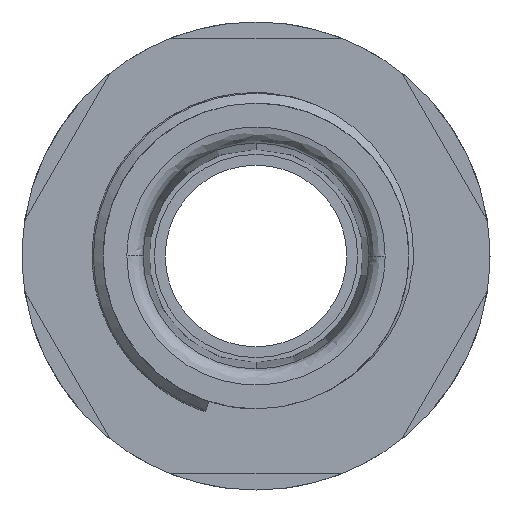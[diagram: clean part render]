
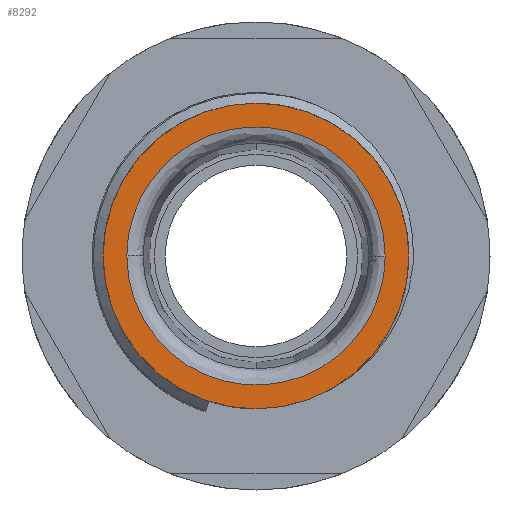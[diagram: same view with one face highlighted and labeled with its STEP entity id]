
A CAD part, front view. The second image highlights one B-rep face of the part: STEP entity #8292.
In plain terms, the highlighted planar face has unit normal (0, -1, 0).
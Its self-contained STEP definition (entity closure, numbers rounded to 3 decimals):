
#430 = EDGE_CURVE ( 'NONE', #10602, #10534, #13588, .T. ) ;
#436 = EDGE_CURVE ( 'NONE', #12887, #12861, #13119, .T. ) ;
#978 = DIRECTION ( 'NONE',  ( 0., 0., 1. ) ) ;
#996 = DIRECTION ( 'NONE',  ( 0., -1., 0. ) ) ;
#1006 = CARTESIAN_POINT ( 'NONE',  ( 0., -0.2, 0. ) ) ;
#1021 = CARTESIAN_POINT ( 'NONE',  ( 8., -0.2, 16. ) ) ;
#1029 = CARTESIAN_POINT ( 'NONE',  ( -8., -0.2, 16. ) ) ;
#1046 = CARTESIAN_POINT ( 'NONE',  ( -8., -0.2, 0. ) ) ;
#1065 = CARTESIAN_POINT ( 'NONE',  ( 8., -0.2, 0. ) ) ;
#2355 = FACE_BOUND ( 'NONE', #11692, .T. ) ;
#2576 = FACE_OUTER_BOUND ( 'NONE', #11720, .T. ) ;
#2578 = CARTESIAN_POINT ( 'NONE',  ( 7.05, -0.2, 0. ) ) ;
#2583 = DIRECTION ( 'NONE',  ( 0., 0., -1. ) ) ;
#2587 = PLANE ( 'NONE',  #13758 ) ;
#2610 = DIRECTION ( 'NONE',  ( 0., -1., 0. ) ) ;
#3879 = CARTESIAN_POINT ( 'NONE',  ( 0., -0.2, -9.475 ) ) ;
#3964 = CARTESIAN_POINT ( 'NONE',  ( 0., -0.2, 9.475 ) ) ;
#4226 = CARTESIAN_POINT ( 'NONE',  ( -8., -0.2, -16. ) ) ;
#4251 = CARTESIAN_POINT ( 'NONE',  ( -8., -0.2, 0. ) ) ;
#4257 = CARTESIAN_POINT ( 'NONE',  ( 8., -0.2, 0. ) ) ;
#4261 = CARTESIAN_POINT ( 'NONE',  ( 8., -0.2, -16. ) ) ;
#4810 = CARTESIAN_POINT ( 'NONE',  ( 0., -0.2, 0. ) ) ;
#4811 = DIRECTION ( 'NONE',  ( 0., 0., 1. ) ) ;
#4818 = DIRECTION ( 'NONE',  ( 0., -1., 0. ) ) ;
#7041 = CARTESIAN_POINT ( 'NONE',  ( 8., -0.2, 0. ) ) ;
#7083 = CARTESIAN_POINT ( 'NONE',  ( -8., -0.2, 0. ) ) ;
#8292 = ADVANCED_FACE ( 'NONE', ( #2355, #2576 ), #2587, .T. ) ;
#9999 = ORIENTED_EDGE ( 'NONE', *, *, #11113, .T. ) ;
#10012 = ORIENTED_EDGE ( 'NONE', *, *, #430, .T. ) ;
#10036 = ORIENTED_EDGE ( 'NONE', *, *, #11002, .F. ) ;
#10534 = VERTEX_POINT ( 'NONE', #3879 ) ;
#10602 = VERTEX_POINT ( 'NONE', #3964 ) ;
#11002 = EDGE_CURVE ( 'NONE', #12861, #12887, #11822, .T. ) ;
#11113 = EDGE_CURVE ( 'NONE', #10534, #10602, #13901, .T. ) ;
#11692 = EDGE_LOOP ( 'NONE', ( #14163, #10036 ) ) ;
#11720 = EDGE_LOOP ( 'NONE', ( #10012, #9999 ) ) ;
#11822 =( BOUNDED_CURVE ( )  B_SPLINE_CURVE ( 3, ( #4251, #4226, #4261, #4257 ),
 .UNSPECIFIED., .F., .T. ) 
 B_SPLINE_CURVE_WITH_KNOTS ( ( 4, 4 ),
 ( 0., 1. ),
 .UNSPECIFIED. ) 
 CURVE ( )  GEOMETRIC_REPRESENTATION_ITEM ( )  RATIONAL_B_SPLINE_CURVE ( ( 1., 0.333, 0.333, 1. ) ) 
 REPRESENTATION_ITEM ( '' )  );
#12861 = VERTEX_POINT ( 'NONE', #7083 ) ;
#12887 = VERTEX_POINT ( 'NONE', #7041 ) ;
#13119 =( BOUNDED_CURVE ( )  B_SPLINE_CURVE ( 3, ( #1065, #1021, #1029, #1046 ),
 .UNSPECIFIED., .F., .T. ) 
 B_SPLINE_CURVE_WITH_KNOTS ( ( 4, 4 ),
 ( 0., 1. ),
 .UNSPECIFIED. ) 
 CURVE ( )  GEOMETRIC_REPRESENTATION_ITEM ( )  RATIONAL_B_SPLINE_CURVE ( ( 1., 0.333, 0.333, 1. ) ) 
 REPRESENTATION_ITEM ( '' )  );
#13588 = CIRCLE ( 'NONE', #13636, 9.475 ) ;
#13636 = AXIS2_PLACEMENT_3D ( 'NONE', #1006, #996, #978 ) ;
#13758 = AXIS2_PLACEMENT_3D ( 'NONE', #2578, #2610, #2583 ) ;
#13889 = AXIS2_PLACEMENT_3D ( 'NONE', #4810, #4818, #4811 ) ;
#13901 = CIRCLE ( 'NONE', #13889, 9.475 ) ;
#14163 = ORIENTED_EDGE ( 'NONE', *, *, #436, .F. ) ;
